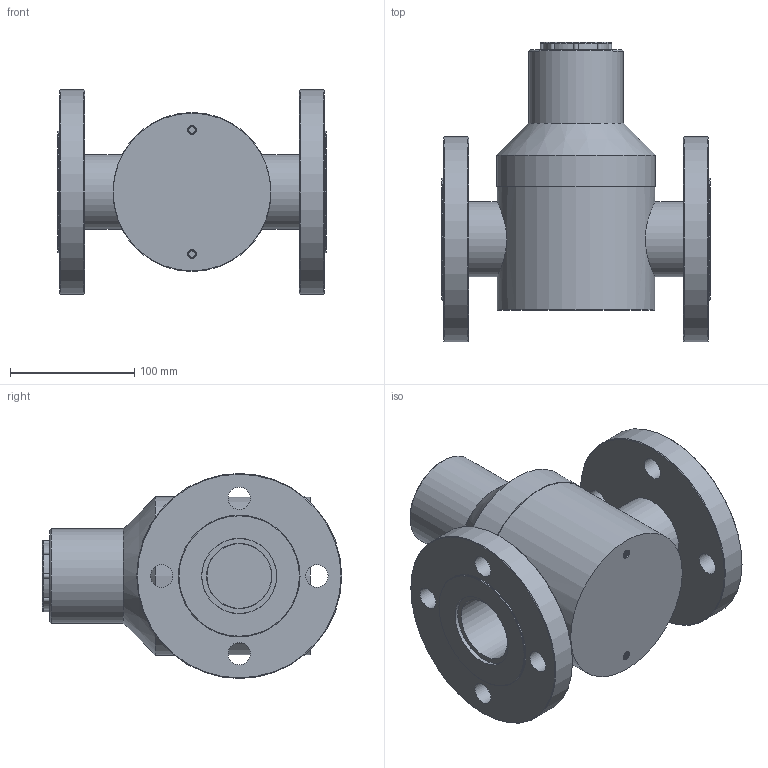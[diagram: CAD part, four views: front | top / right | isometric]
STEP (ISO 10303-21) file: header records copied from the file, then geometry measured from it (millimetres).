
FILE_DESCRIPTION (( 'STEP AP214' ), '1' );
FILE_NAME ('2-1104-3X-PN16.STEP', '2019-05-24T11:54:04', ( '' ), ( '' ), 'SwSTEP 2.0', 'SolidWorks 2019', '' );
FILE_SCHEMA (( 'AUTOMOTIVE_DESIGN' ));
Length unit declared in the file: millimetre
Products named in the file (13): 2 flange stub PS-14-1020; 2 PN16; 316 mc body 2 flanged; PVC Bonnet all size_63mm PVC-304; 63mm Dust Cap; PVC Bonnet all size; 2-1104-3X-PN16
Assembly tree (7 placements, depth 2):
  2 flange stub PS-14-1020
  2 flange stub PS-14-1020
  316 mc body 2 flanged
  63mm Dust Cap
  2 PN16
Bounding box: 216 x 241 x 165 mm (x, y, z)
Volume: 2748824.3 mm3; surface area: 310147.8 mm2
Topology: 7 solids, 7 shells, 153 faces, 353 edges, 227 vertices
Faces by surface type: cylinder 80, plane 32, torus 16, bspline 13, cone 12
Full cylindrical faces by diameter (mm): 5.2 x32, 18 x8, 41.5 x1, 43.8 x1, 52 x2, 52.502 x2, 60.325 x2, 60.5 x4, 76 x1, 96.497 x1, 98 x2, 127 x1, 128 x1, 165 x2
Entity records: 12327 total; most frequent: CARTESIAN_POINT 9938, DIRECTION 430, ORIENTED_EDGE 372, AXIS2_PLACEMENT_3D 203, EDGE_CURVE 186, EDGE_LOOP 158, VERTEX_POINT 134, FACE_OUTER_BOUND 125
